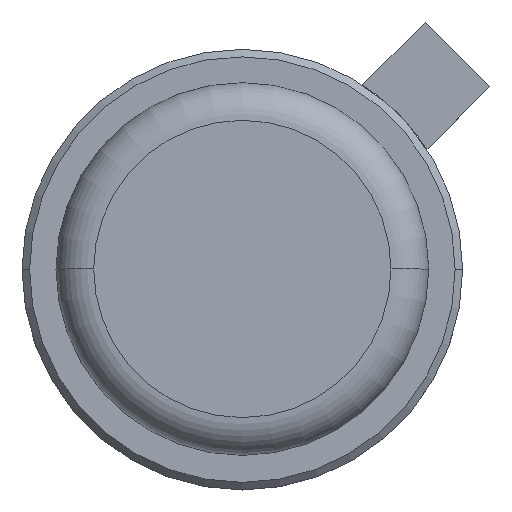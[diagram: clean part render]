
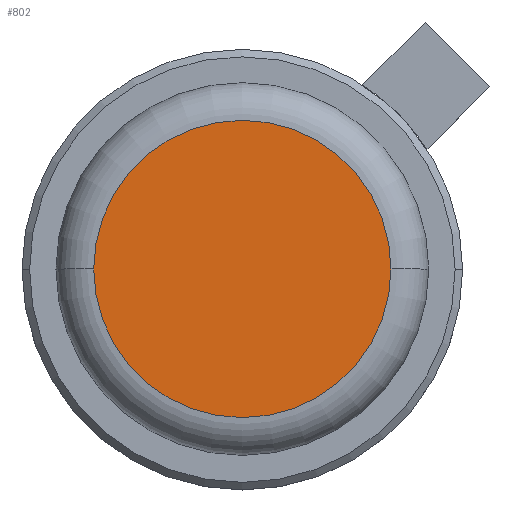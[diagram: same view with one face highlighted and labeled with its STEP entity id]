
A CAD part, top view. The second image highlights one B-rep face of the part: STEP entity #802.
In plain terms, the highlighted planar face has unit normal (0, 0, 1).
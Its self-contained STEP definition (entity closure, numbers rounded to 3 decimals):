
#722=CARTESIAN_POINT('',(-1.97,0.,10.13));
#723=VERTEX_POINT('',#722);
#731=CARTESIAN_POINT('',(1.97,0.,10.13));
#732=VERTEX_POINT('',#731);
#733=CARTESIAN_POINT('',(0.0,0.,10.13));
#734=DIRECTION('',(0.0,0.0,-1.0));
#735=DIRECTION('',(-1.0,0.0,0.0));
#736=AXIS2_PLACEMENT_3D('',#733,#734,#735);
#737=CIRCLE('',#736,1.97);
#738=EDGE_CURVE('',#723,#732,#737,.T.);
#765=CARTESIAN_POINT('',(0.0,0.,10.13));
#766=DIRECTION('',(0.0,0.0,-1.0));
#767=DIRECTION('',(-1.0,0.0,0.0));
#768=AXIS2_PLACEMENT_3D('',#765,#766,#767);
#769=CIRCLE('',#768,1.97);
#770=EDGE_CURVE('',#732,#723,#769,.T.);
#793=CARTESIAN_POINT('',(0.0,0.,10.13));
#794=DIRECTION('',(0.0,0.0,1.0));
#795=DIRECTION('',(1.0,0.0,0.0));
#796=AXIS2_PLACEMENT_3D('',#793,#794,#795);
#797=PLANE('',#796);
#798=ORIENTED_EDGE('',*,*,#770,.F.);
#799=ORIENTED_EDGE('',*,*,#738,.F.);
#800=EDGE_LOOP('',(#798,#799));
#801=FACE_OUTER_BOUND('',#800,.T.);
#802=ADVANCED_FACE('',(#801),#797,.T.);
